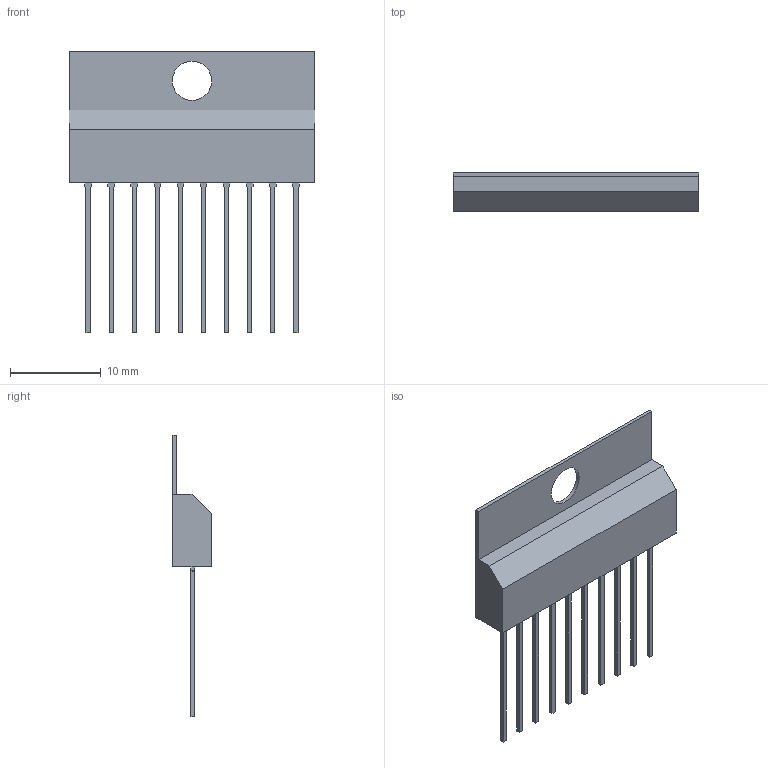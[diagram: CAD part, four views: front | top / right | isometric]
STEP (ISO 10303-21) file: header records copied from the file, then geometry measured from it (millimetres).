
FILE_DESCRIPTION(('FreeCAD Model'),'2;1');
FILE_NAME('13294518.1.1.stp','2021-02-08T14:17:18',( 'Author'),(''),'Open CASCADE STEP processor 6.9','FreeCAD','Unknown' );
FILE_SCHEMA(('AUTOMOTIVE_DESIGN { 1 0 10303 214 1 1 1 1 }'));
Length unit declared in the file: millimetre
Products named in the file (4): ASSEMBLY; Tab; Body; PinsArray
Assembly tree (3 placements, depth 2):
  ASSEMBLY
    Tab
    Body
    PinsArray
Bounding box: 27 x 4.2 x 31 mm (x, y, z)
Volume: 951.5 mm3; surface area: 1357.3 mm2
Topology: 12 solids, 12 shells, 114 faces, 270 edges, 180 vertices
Faces by surface type: plane 113, cylinder 1
Full cylindrical faces by diameter (mm): 4.333 x1
Entity records: 6891 total; most frequent: CARTESIAN_POINT 1120, DIRECTION 1046, LINE 806, VECTOR 806, ORIENTED_EDGE 540, PCURVE 540, DEFINITIONAL_REPRESENTATION 540, EDGE_CURVE 270
